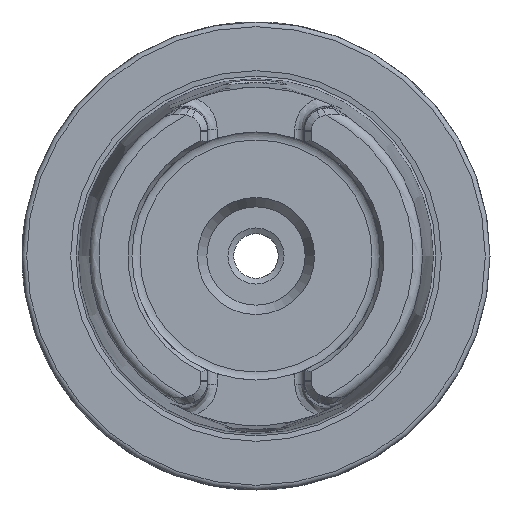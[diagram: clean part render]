
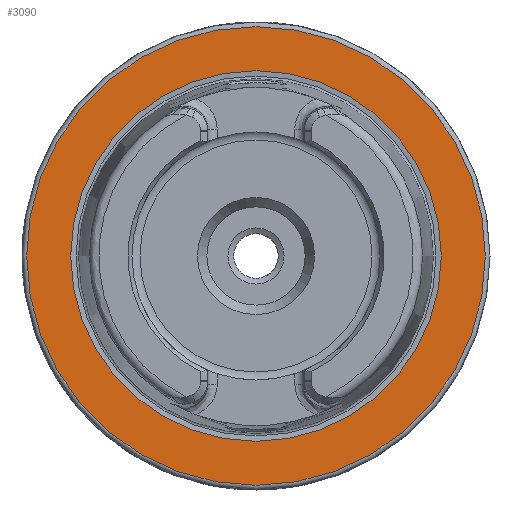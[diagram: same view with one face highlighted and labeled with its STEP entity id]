
A CAD part, left-side view. The second image highlights one B-rep face of the part: STEP entity #3090.
In plain terms, the highlighted planar face has unit normal (-1, 0, 0).
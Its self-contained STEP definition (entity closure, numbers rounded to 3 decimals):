
#99=FACE_BOUND('',#679,.T.);
#152=PLANE('',#3378);
#501=FACE_OUTER_BOUND('',#678,.T.);
#678=EDGE_LOOP('',(#2883,#2884));
#679=EDGE_LOOP('',(#2885,#2886));
#1155=CIRCLE('',#3376,39.587);
#1156=CIRCLE('',#3377,39.587);
#1157=CIRCLE('',#3379,49.);
#1158=CIRCLE('',#3380,49.);
#1476=VERTEX_POINT('',#8546);
#1477=VERTEX_POINT('',#8548);
#1478=VERTEX_POINT('',#8552);
#1479=VERTEX_POINT('',#8553);
#1949=EDGE_CURVE('',#1477,#1476,#1155,.T.);
#1950=EDGE_CURVE('',#1476,#1477,#1156,.T.);
#1951=EDGE_CURVE('',#1478,#1479,#1157,.T.);
#1952=EDGE_CURVE('',#1479,#1478,#1158,.T.);
#2883=ORIENTED_EDGE('',*,*,#1951,.F.);
#2884=ORIENTED_EDGE('',*,*,#1952,.F.);
#2885=ORIENTED_EDGE('',*,*,#1949,.T.);
#2886=ORIENTED_EDGE('',*,*,#1950,.T.);
#3090=ADVANCED_FACE('',(#501,#99),#152,.T.);
#3376=AXIS2_PLACEMENT_3D('',#8549,#4076,#4077);
#3377=AXIS2_PLACEMENT_3D('',#8550,#4078,#4079);
#3378=AXIS2_PLACEMENT_3D('',#8551,#4080,#4081);
#3379=AXIS2_PLACEMENT_3D('',#8554,#4082,#4083);
#3380=AXIS2_PLACEMENT_3D('',#8555,#4084,#4085);
#4076=DIRECTION('center_axis',(1.,0.,0.));
#4077=DIRECTION('ref_axis',(0.,0.,-1.));
#4078=DIRECTION('center_axis',(1.,0.,0.));
#4079=DIRECTION('ref_axis',(0.,0.,-1.));
#4080=DIRECTION('center_axis',(-1.,0.,0.));
#4081=DIRECTION('ref_axis',(0.,0.,1.));
#4082=DIRECTION('center_axis',(1.,0.,0.));
#4083=DIRECTION('ref_axis',(0.,0.,-1.));
#4084=DIRECTION('center_axis',(1.,0.,0.));
#4085=DIRECTION('ref_axis',(0.,0.,-1.));
#8546=CARTESIAN_POINT('',(0.,-39.587,0.));
#8548=CARTESIAN_POINT('',(0.,39.587,0.));
#8549=CARTESIAN_POINT('Origin',(0.,0.,0.));
#8550=CARTESIAN_POINT('Origin',(0.,0.,0.));
#8551=CARTESIAN_POINT('Origin',(0.,49.,
0.));
#8552=CARTESIAN_POINT('',(0.,49.,0.));
#8553=CARTESIAN_POINT('',(0.,0.,49.));
#8554=CARTESIAN_POINT('Origin',(0.,0.,0.));
#8555=CARTESIAN_POINT('Origin',(0.,0.,0.));
